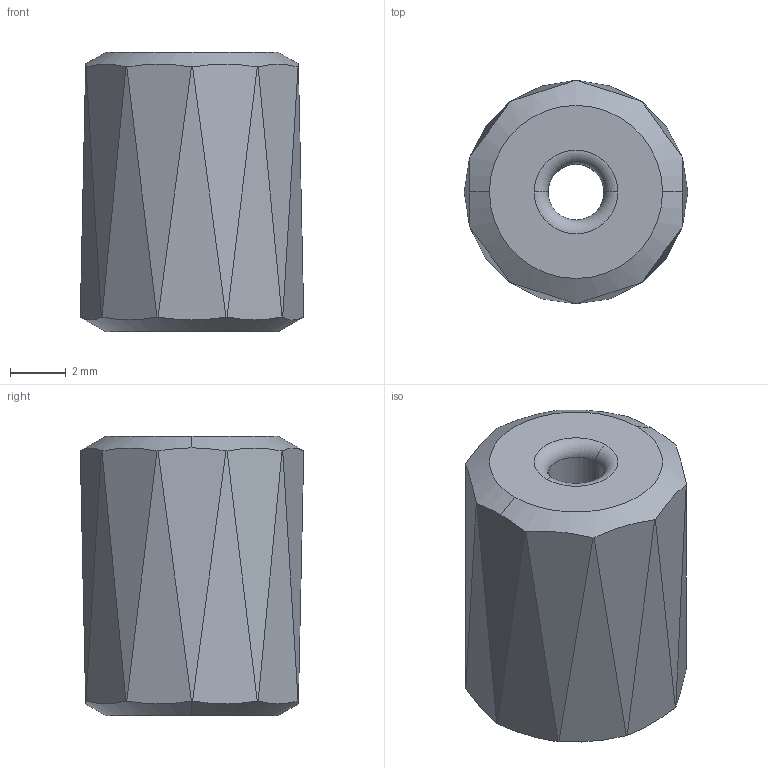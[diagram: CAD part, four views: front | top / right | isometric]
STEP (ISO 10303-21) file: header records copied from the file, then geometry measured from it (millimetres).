
FILE_DESCRIPTION(('CATIA V5 STEP Exchange'),'2;1');
FILE_NAME('Michael''Main part 19-11-2018.stp','2018-11-21T15:50:19+00:00',('none'),('none'),'CATIA Version 5 Release 21 SP 5 (IN-10)','CATIA V5 STEP AP203','none');
FILE_SCHEMA(('CONFIG_CONTROL_DESIGN'));
Length unit declared in the file: millimetre
Products named in the file (1): Main part 19-11-2018
Bounding box: 8 x 8 x 10 mm (x, y, z)
Volume: 438.7 mm3; surface area: 379 mm2
Topology: 1 solids, 1 shells, 32 faces, 87 edges, 60 vertices
Faces by surface type: plane 22, cone 4, torus 4, cylinder 2
Entity records: 1099 total; most frequent: CARTESIAN_POINT 333, ORIENTED_EDGE 172, DIRECTION 105, EDGE_CURVE 86, VERTEX_POINT 56, AXIS2_PLACEMENT_3D 48, B_SPLINE_CURVE_WITH_KNOTS 44, EDGE_LOOP 34
